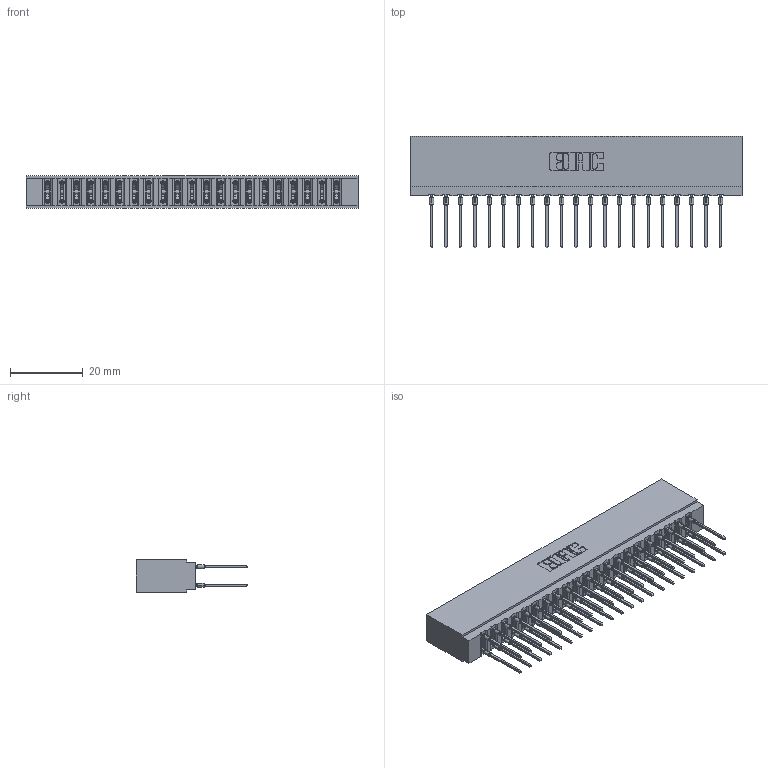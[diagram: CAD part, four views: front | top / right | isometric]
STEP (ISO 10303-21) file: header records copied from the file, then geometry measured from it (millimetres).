
FILE_DESCRIPTION (( 'STEP AP203' ), '1' );
FILE_NAME ('737-042-545-201.STEP', '2026-03-05T23:05:51', ( '' ), ( '' ), 'SwSTEP 2.0', 'SolidWorks 2023', '' );
FILE_SCHEMA (( 'CONFIG_CONTROL_DESIGN' ));
Length unit declared in the file: millimetre
Products named in the file (3): 745-292-001_545; 737-042-545-201; 737 Part_Insulator Option - 01
Assembly tree (43 placements, depth 2):
  737-042-545-201
    737 Part_Insulator Option - 01
    745-292-001_545  x42
Bounding box: 91.08 x 30.62 x 8.89 mm (x, y, z)
Volume: 9222.5 mm3; surface area: 14018.5 mm2
Topology: 43 solids, 43 shells, 3874 faces, 10419 edges, 6554 vertices
Faces by surface type: plane 2007, bspline 840, cylinder 775, torus 252
Entity records: 38881 total; most frequent: CARTESIAN_POINT 7259, ORIENTED_EDGE 6652, DIRECTION 5824, EDGE_CURVE 3326, LINE 3018, VECTOR 3018, VERTEX_POINT 2126, AXIS2_PLACEMENT_3D 1403
